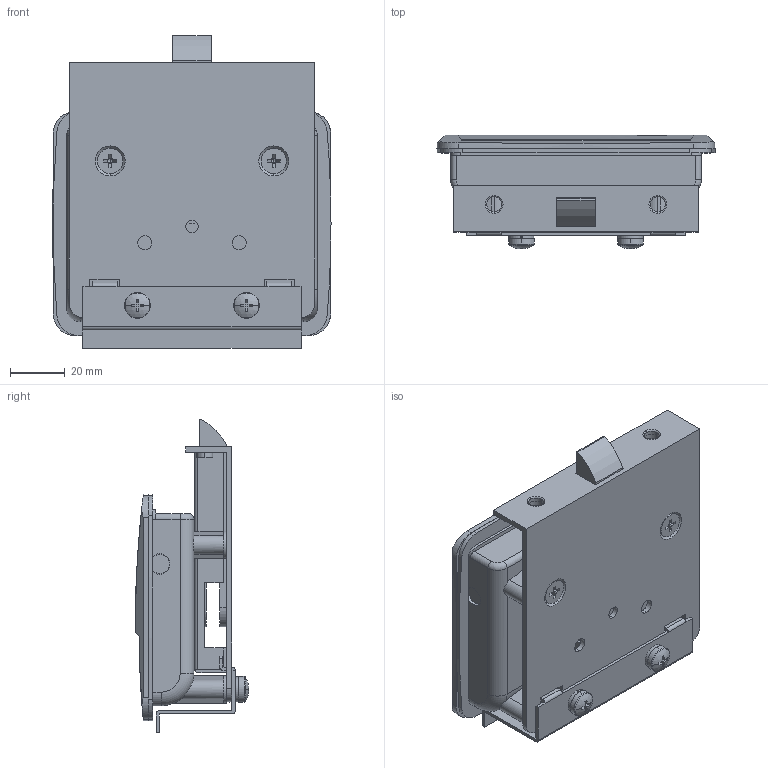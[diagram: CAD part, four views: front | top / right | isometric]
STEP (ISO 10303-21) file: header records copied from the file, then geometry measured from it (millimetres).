
FILE_DESCRIPTION (( 'STEP AP203' ), '1' );
FILE_NAME ('A-1151R-1-1.STEP', '2013-10-09T06:50:35', ( '' ), ( '' ), 'SwSTEP 2.0', 'SolidWorks 2012', '' );
FILE_SCHEMA (( 'CONFIG_CONTROL_DESIGN' ));
Length unit declared in the file: millimetre
Products named in the file (13): A-1151R-1-1シャフト__カシメ後; A-1151R-1-1僷僢僉儞_; A-1151R-1-1儔僢僠_; A-1151R-1-1プレート（ガイド）_; A-1151R-1-1僾儗乕僩_; A-1151R-1-1僴儞僪儖__A-1151R-1-1_; A-1151R-1-1本体_; A-1151R-1-1; A-151R-1-1_ローターキャップ_公; A-151R-1-1_押え板; スプリングワッシャーM5_JIS B 1251 No.2 5; 廫帤寠晅側傋偹偠M5_M5 x 10; 廫帤寠晅嶮偹偠M5_M5亊10
Assembly tree (17 placements, depth 2):
  A-1151R-1-1
    A-1151R-1-1本体_
    A-1151R-1-1僴儞僪儖__A-1151R-1-1_
    A-1151R-1-1僾儗乕僩_
    A-1151R-1-1プレート（ガイド）_
    A-1151R-1-1儔僢僠_
    A-1151R-1-1僷僢僉儞_
    A-1151R-1-1シャフト__カシメ後
    廫帤寠晅嶮偹偠M5_M5亊10  x4
    廫帤寠晅側傋偹偠M5_M5 x 10  x2
    スプリングワッシャーM5_JIS B 1251 No.2 5  x2
    A-151R-1-1_押え板
    A-151R-1-1_ローターキャップ_公
Bounding box: 101.98 x 41.67 x 114.8 mm (x, y, z)
Volume: 95536.8 mm3; surface area: 89317.9 mm2
Topology: 17 solids, 17 shells, 636 faces, 1625 edges, 1032 vertices
Faces by surface type: plane 318, cylinder 213, cone 64, torus 31, bspline 6, sphere 4
Entity records: 18432 total; most frequent: CARTESIAN_POINT 4206, DIRECTION 2697, ORIENTED_EDGE 2630, EDGE_CURVE 1315, AXIS2_PLACEMENT_3D 978, VERTEX_POINT 851, LINE 741, VECTOR 741
